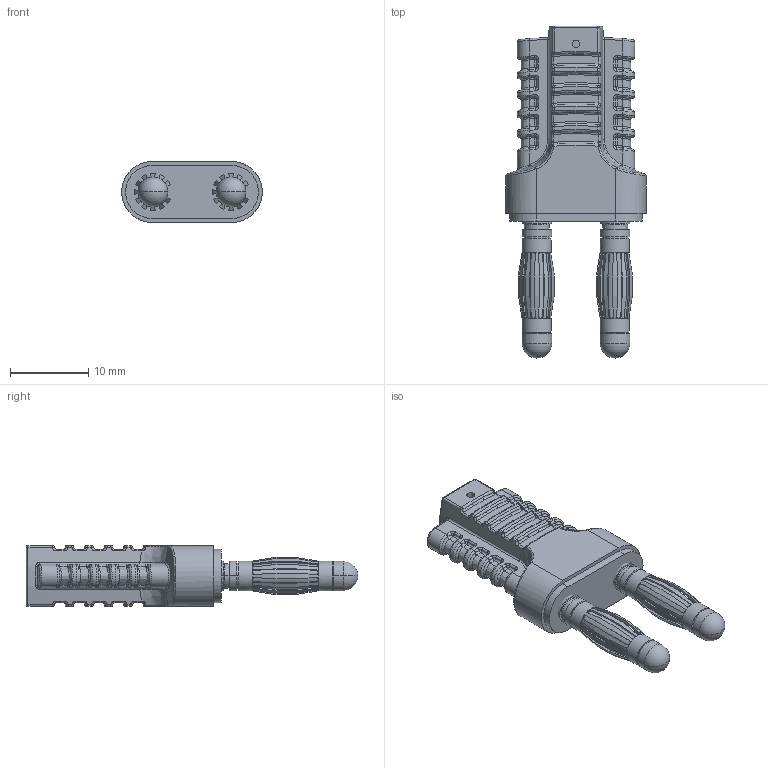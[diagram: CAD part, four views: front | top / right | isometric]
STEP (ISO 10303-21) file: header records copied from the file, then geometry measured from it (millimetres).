
FILE_DESCRIPTION((''),'2;1');
FILE_NAME('2939_KURZ_10_4_ASM','2016-03-18T',('tosc'),(''),'PRO/ENGINEER BY PARAMETRIC TECHNOLOGY CORPORATION, 2015110','PRO/ENGINEER BY PARAMETRIC TECHNOLOGY CORPORATION, 2015110','');
FILE_SCHEMA(('CONFIG_CONTROL_DESIGN'));
Products named in the file (1): 2939_KURZ_10_4_ASM
Bounding box: 18 x 42.5 x 7.8 mm (x, y, z)
Surface area: 3830.4 mm2 (no closed solid volume)
Topology: 0 solids, 7 shells, 974 faces, 2276 edges, 1286 vertices
Faces by surface type: cylinder 294, bspline 284, plane 186, torus 100, sphere 88, cone 12, extrusion 10
Entity records: 49370 total; most frequent: CARTESIAN_POINT 22504, ORIENTED_EDGE 4508, DIRECTION 3762, EDGE_CURVE 2254, AXIS2_PLACEMENT_3D 1615, VERTEX_POINT 1286, EDGE_LOOP 1016, PRESENTATION_STYLE_ASSIGNMENT 984
